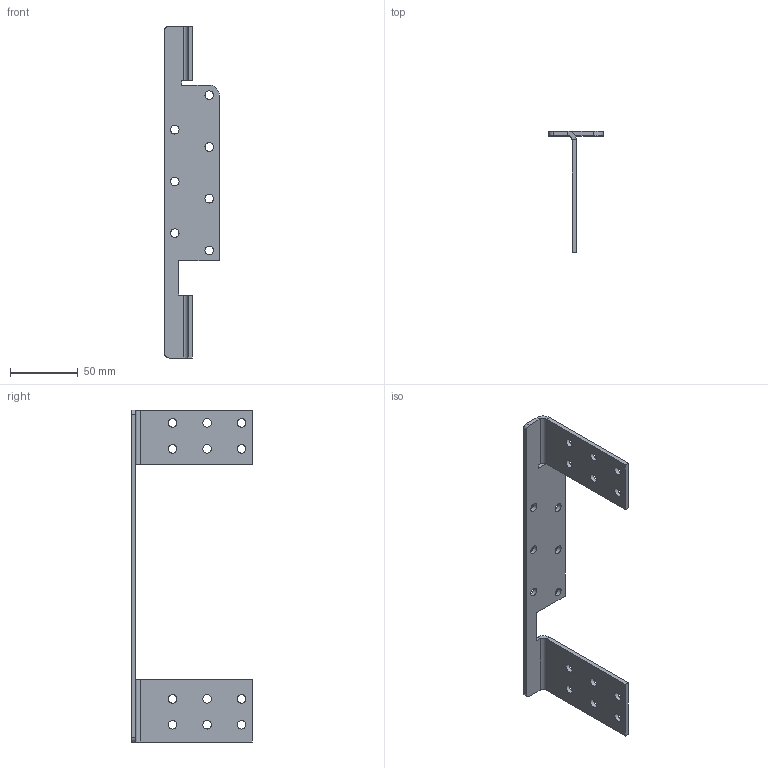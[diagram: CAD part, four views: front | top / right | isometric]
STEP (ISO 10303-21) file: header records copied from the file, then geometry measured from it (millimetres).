
FILE_DESCRIPTION(/* description */ (''),/* implementation_level */ '2;1');
FILE_NAME(/* name */ 'mainDriveSuppportBracket.stp',/* time_stamp */ '2024-06-27T08:09:51-04:00',/* author */ ('seene'),/* organization */ (''),/* preprocessor_version */ 'ST-DEVELOPER v20',/* originating_system */ 'Autodesk Inventor 2025',/* authorisation */ '');
FILE_SCHEMA (('AUTOMOTIVE_DESIGN { 1 0 10303 214 3 1 1 }'));
Length unit declared in the file: inch
Products named in the file (1): mainDriveSuppportBracket
Bounding box: 40.22 x 88.9 x 244.47 mm (x, y, z)
Volume: 44169.5 mm3; surface area: 31993.1 mm2
Topology: 1 solids, 1 shells, 52 faces, 134 edges, 84 vertices
Faces by surface type: cylinder 26, plane 26
Full cylindrical faces by diameter (mm): 6.35 x19
Entity records: 1703 total; most frequent: DIRECTION 292, CARTESIAN_POINT 271, ORIENTED_EDGE 268, EDGE_CURVE 134, AXIS2_PLACEMENT_3D 105, EDGE_LOOP 90, VERTEX_POINT 84, LINE 82
